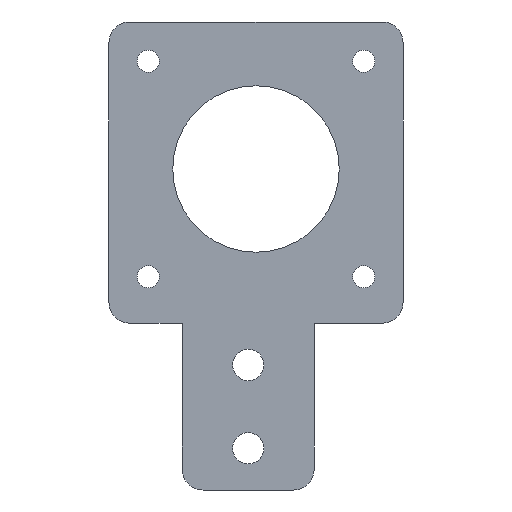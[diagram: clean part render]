
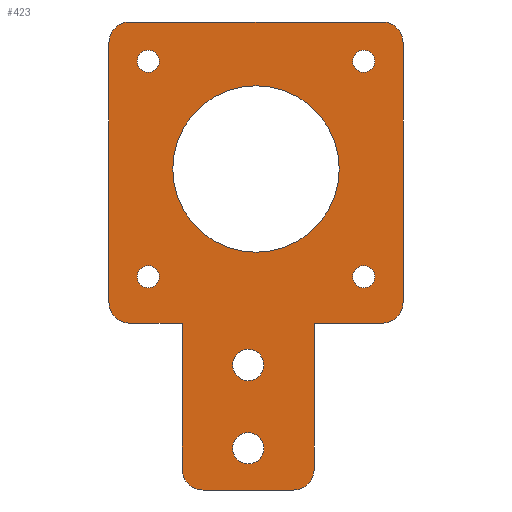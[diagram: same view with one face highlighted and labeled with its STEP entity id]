
A CAD part, front view. The second image highlights one B-rep face of the part: STEP entity #423.
In plain terms, the highlighted planar face has unit normal (0, -1, 0).
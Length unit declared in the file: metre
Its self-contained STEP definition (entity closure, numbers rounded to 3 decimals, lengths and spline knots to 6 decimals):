
#38=CIRCLE('',#473,0.0016);
#39=CIRCLE('',#474,0.0016);
#40=CIRCLE('',#475,0.0016);
#41=CIRCLE('',#476,0.0016);
#42=CIRCLE('',#477,0.00225);
#43=CIRCLE('',#478,0.00225);
#44=CIRCLE('',#479,0.003);
#45=CIRCLE('',#480,0.003);
#46=CIRCLE('',#481,0.003);
#47=CIRCLE('',#482,0.003);
#48=CIRCLE('',#483,0.003);
#49=CIRCLE('',#484,0.003);
#50=CIRCLE('',#485,0.011979);
#84=ORIENTED_EDGE('',*,*,#193,.T.);
#85=ORIENTED_EDGE('',*,*,#194,.T.);
#86=ORIENTED_EDGE('',*,*,#195,.T.);
#87=ORIENTED_EDGE('',*,*,#196,.T.);
#88=ORIENTED_EDGE('',*,*,#197,.T.);
#89=ORIENTED_EDGE('',*,*,#198,.T.);
#90=ORIENTED_EDGE('',*,*,#199,.F.);
#91=ORIENTED_EDGE('',*,*,#200,.T.);
#92=ORIENTED_EDGE('',*,*,#201,.F.);
#93=ORIENTED_EDGE('',*,*,#202,.T.);
#94=ORIENTED_EDGE('',*,*,#203,.T.);
#95=ORIENTED_EDGE('',*,*,#204,.T.);
#96=ORIENTED_EDGE('',*,*,#205,.T.);
#97=ORIENTED_EDGE('',*,*,#169,.T.);
#98=ORIENTED_EDGE('',*,*,#206,.T.);
#99=ORIENTED_EDGE('',*,*,#165,.T.);
#100=ORIENTED_EDGE('',*,*,#207,.T.);
#101=ORIENTED_EDGE('',*,*,#171,.F.);
#102=ORIENTED_EDGE('',*,*,#208,.T.);
#103=ORIENTED_EDGE('',*,*,#209,.T.);
#104=ORIENTED_EDGE('',*,*,#210,.T.);
#165=EDGE_CURVE('',#222,#221,#263,.T.);
#169=EDGE_CURVE('',#226,#225,#267,.T.);
#171=EDGE_CURVE('',#227,#228,#269,.T.);
#193=EDGE_CURVE('',#246,#246,#38,.T.);
#194=EDGE_CURVE('',#247,#247,#39,.T.);
#195=EDGE_CURVE('',#248,#248,#40,.T.);
#196=EDGE_CURVE('',#249,#249,#41,.T.);
#197=EDGE_CURVE('',#250,#250,#42,.T.);
#198=EDGE_CURVE('',#251,#251,#43,.T.);
#199=EDGE_CURVE('',#252,#253,#278,.T.);
#200=EDGE_CURVE('',#252,#254,#44,.F.);
#201=EDGE_CURVE('',#255,#254,#279,.T.);
#202=EDGE_CURVE('',#255,#256,#45,.F.);
#203=EDGE_CURVE('',#256,#257,#280,.T.);
#204=EDGE_CURVE('',#257,#258,#46,.F.);
#205=EDGE_CURVE('',#258,#226,#281,.T.);
#206=EDGE_CURVE('',#225,#222,#47,.F.);
#207=EDGE_CURVE('',#221,#228,#48,.F.);
#208=EDGE_CURVE('',#227,#259,#282,.T.);
#209=EDGE_CURVE('',#259,#253,#49,.F.);
#210=EDGE_CURVE('',#260,#260,#50,.T.);
#221=VERTEX_POINT('',#640);
#222=VERTEX_POINT('',#642);
#225=VERTEX_POINT('',#649);
#226=VERTEX_POINT('',#651);
#227=VERTEX_POINT('',#655);
#228=VERTEX_POINT('',#656);
#246=VERTEX_POINT('',#698);
#247=VERTEX_POINT('',#700);
#248=VERTEX_POINT('',#702);
#249=VERTEX_POINT('',#704);
#250=VERTEX_POINT('',#706);
#251=VERTEX_POINT('',#708);
#252=VERTEX_POINT('',#710);
#253=VERTEX_POINT('',#711);
#254=VERTEX_POINT('',#713);
#255=VERTEX_POINT('',#715);
#256=VERTEX_POINT('',#717);
#257=VERTEX_POINT('',#719);
#258=VERTEX_POINT('',#721);
#259=VERTEX_POINT('',#726);
#260=VERTEX_POINT('',#729);
#263=LINE('',#641,#293);
#267=LINE('',#650,#297);
#269=LINE('',#654,#299);
#278=LINE('',#709,#308);
#279=LINE('',#714,#309);
#280=LINE('',#718,#310);
#281=LINE('',#722,#311);
#282=LINE('',#725,#312);
#293=VECTOR('',#510,1.);
#297=VECTOR('',#516,1.);
#299=VECTOR('',#520,1.);
#308=VECTOR('',#571,1.);
#309=VECTOR('',#574,1.);
#310=VECTOR('',#577,1.);
#311=VECTOR('',#580,1.);
#312=VECTOR('',#585,1.);
#332=EDGE_LOOP('',(#84));
#333=EDGE_LOOP('',(#85));
#334=EDGE_LOOP('',(#86));
#335=EDGE_LOOP('',(#87));
#336=EDGE_LOOP('',(#88));
#337=EDGE_LOOP('',(#89));
#338=EDGE_LOOP('',(#90,#91,#92,#93,#94,#95,#96,#97,#98,#99,#100,#101,#102,
#103));
#339=EDGE_LOOP('',(#104));
#376=FACE_BOUND('',#332,.T.);
#377=FACE_BOUND('',#333,.T.);
#378=FACE_BOUND('',#334,.T.);
#379=FACE_BOUND('',#335,.T.);
#380=FACE_BOUND('',#336,.T.);
#381=FACE_BOUND('',#337,.T.);
#382=FACE_BOUND('',#338,.T.);
#383=FACE_BOUND('',#339,.T.);
#413=PLANE('',#472);
#423=ADVANCED_FACE('',(#376,#377,#378,#379,#380,#381,#382,#383),#413,.F.);
#472=AXIS2_PLACEMENT_3D('',#696,#557,#558);
#473=AXIS2_PLACEMENT_3D('',#697,#559,#560);
#474=AXIS2_PLACEMENT_3D('',#699,#561,#562);
#475=AXIS2_PLACEMENT_3D('',#701,#563,#564);
#476=AXIS2_PLACEMENT_3D('',#703,#565,#566);
#477=AXIS2_PLACEMENT_3D('',#705,#567,#568);
#478=AXIS2_PLACEMENT_3D('',#707,#569,#570);
#479=AXIS2_PLACEMENT_3D('',#712,#572,#573);
#480=AXIS2_PLACEMENT_3D('',#716,#575,#576);
#481=AXIS2_PLACEMENT_3D('',#720,#578,#579);
#482=AXIS2_PLACEMENT_3D('',#723,#581,#582);
#483=AXIS2_PLACEMENT_3D('',#724,#583,#584);
#484=AXIS2_PLACEMENT_3D('',#727,#586,#587);
#485=AXIS2_PLACEMENT_3D('',#728,#588,#589);
#510=DIRECTION('',(1.,0.,0.));
#516=DIRECTION('',(0.,0.,-1.));
#520=DIRECTION('',(0.,0.,-1.));
#557=DIRECTION('',(0.,1.,0.));
#558=DIRECTION('',(1.,0.,0.));
#559=DIRECTION('',(0.,1.,0.));
#560=DIRECTION('',(1.,0.,0.));
#561=DIRECTION('',(0.,1.,0.));
#562=DIRECTION('',(1.,0.,0.));
#563=DIRECTION('',(0.,1.,0.));
#564=DIRECTION('',(1.,0.,0.));
#565=DIRECTION('',(0.,1.,0.));
#566=DIRECTION('',(1.,0.,0.));
#567=DIRECTION('',(0.,1.,0.));
#568=DIRECTION('',(1.,0.,0.));
#569=DIRECTION('',(0.,1.,0.));
#570=DIRECTION('',(1.,0.,0.));
#571=DIRECTION('',(0.,0.,-1.));
#572=DIRECTION('',(0.,1.,0.));
#573=DIRECTION('',(1.,0.,0.));
#574=DIRECTION('',(1.,0.,0.));
#575=DIRECTION('',(0.,1.,0.));
#576=DIRECTION('',(1.,0.,0.));
#577=DIRECTION('',(0.,0.,-1.));
#578=DIRECTION('',(0.,1.,0.));
#579=DIRECTION('',(1.,0.,0.));
#580=DIRECTION('',(1.,0.,0.));
#581=DIRECTION('',(0.,1.,0.));
#582=DIRECTION('',(1.,0.,0.));
#583=DIRECTION('',(0.,1.,0.));
#584=DIRECTION('',(1.,0.,0.));
#585=DIRECTION('',(1.,0.,0.));
#586=DIRECTION('',(0.,1.,0.));
#587=DIRECTION('',(1.,0.,0.));
#588=DIRECTION('',(0.,1.,0.));
#589=DIRECTION('',(1.,0.,0.));
#640=CARTESIAN_POINT('',(0.0065,0.01,0.316));
#641=CARTESIAN_POINT('',(0.,0.01,0.316));
#642=CARTESIAN_POINT('',(-0.0065,0.01,0.316));
#649=CARTESIAN_POINT('',(-0.0095,0.01,0.319));
#650=CARTESIAN_POINT('',(-0.0095,0.01,0.5));
#651=CARTESIAN_POINT('',(-0.0095,0.01,0.34));
#654=CARTESIAN_POINT('',(0.0095,0.01,0.328));
#655=CARTESIAN_POINT('',(0.0095,0.01,0.34));
#656=CARTESIAN_POINT('',(0.0095,0.01,0.319));
#696=CARTESIAN_POINT('',(-0.000001,0.01,0.09));
#697=CARTESIAN_POINT('',(0.016624,0.01,0.377689));
#698=CARTESIAN_POINT('',(0.018224,0.01,0.377689));
#699=CARTESIAN_POINT('',(0.016624,0.01,0.346689));
#700=CARTESIAN_POINT('',(0.018224,0.01,0.346689));
#701=CARTESIAN_POINT('',(-0.014376,0.01,0.346689));
#702=CARTESIAN_POINT('',(-0.012776,0.01,0.346689));
#703=CARTESIAN_POINT('',(-0.014376,0.01,0.377689));
#704=CARTESIAN_POINT('',(-0.012776,0.01,0.377689));
#705=CARTESIAN_POINT('',(0.,0.01,0.333992));
#706=CARTESIAN_POINT('',(0.00225,0.01,0.333992));
#707=CARTESIAN_POINT('',(0.,0.01,0.322));
#708=CARTESIAN_POINT('',(0.00225,0.01,0.322));
#709=CARTESIAN_POINT('',(0.022284,0.01,0.361669));
#710=CARTESIAN_POINT('',(0.022284,0.01,0.380339));
#711=CARTESIAN_POINT('',(0.022284,0.01,0.343));
#712=CARTESIAN_POINT('',(0.019284,0.01,0.380339));
#713=CARTESIAN_POINT('',(0.019284,0.01,0.383339));
#714=CARTESIAN_POINT('',(0.001124,0.01,0.383339));
#715=CARTESIAN_POINT('',(-0.017036,0.01,0.383339));
#716=CARTESIAN_POINT('',(-0.017036,0.01,0.380339));
#717=CARTESIAN_POINT('',(-0.020036,0.01,0.380339));
#718=CARTESIAN_POINT('',(-0.020036,0.01,0.361669));
#719=CARTESIAN_POINT('',(-0.020036,0.01,0.343));
#720=CARTESIAN_POINT('',(-0.017036,0.01,0.343));
#721=CARTESIAN_POINT('',(-0.017036,0.01,0.34));
#722=CARTESIAN_POINT('',(0.001124,0.01,0.34));
#723=CARTESIAN_POINT('',(-0.0065,0.01,0.319));
#724=CARTESIAN_POINT('',(0.0065,0.01,0.319));
#725=CARTESIAN_POINT('',(0.001124,0.01,0.34));
#726=CARTESIAN_POINT('',(0.019284,0.01,0.34));
#727=CARTESIAN_POINT('',(0.019284,0.01,0.343));
#728=CARTESIAN_POINT('',(0.001124,0.01,0.362189));
#729=CARTESIAN_POINT('',(0.013103,0.01,0.362189));
